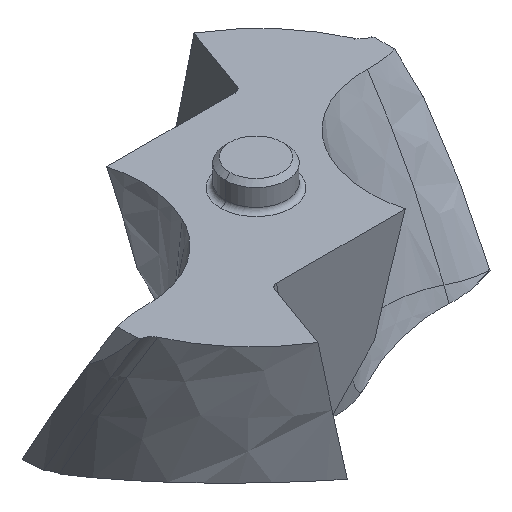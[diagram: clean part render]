
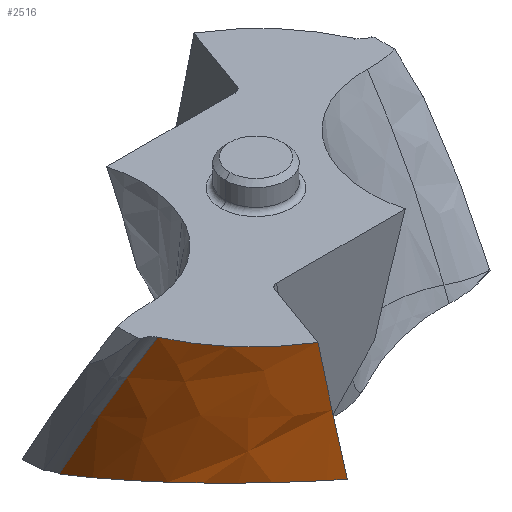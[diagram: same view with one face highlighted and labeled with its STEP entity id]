
A CAD part, isometric view. The second image highlights one B-rep face of the part: STEP entity #2516.
In plain terms, the highlighted free-form (B-spline) face has degree [3, 3] with [7, 5] control points.
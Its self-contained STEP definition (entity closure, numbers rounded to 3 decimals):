
#159=CARTESIAN_POINT('',(-3.316,-5.311,
0.));
#160=CARTESIAN_POINT('',(-3.753,-5.047,
0.));
#161=CARTESIAN_POINT('',(-4.732,-4.277,
0.));
#162=CARTESIAN_POINT('',(-5.445,-3.243,
0.));
#163=CARTESIAN_POINT('',(-5.746,-2.582,
0.));
#407=CARTESIAN_POINT('',(-6.301,0.,-4.829));
#408=CARTESIAN_POINT('',(-6.301,-0.167,
-4.764));
#409=CARTESIAN_POINT('',(-6.288,-0.503,
-4.639));
#410=CARTESIAN_POINT('',(-6.23,-1.,
-4.468));
#411=CARTESIAN_POINT('',(-6.121,-1.526,
-4.304));
#412=CARTESIAN_POINT('',(-5.971,-2.031,
-4.163));
#413=CARTESIAN_POINT('',(-5.763,-2.556,
-4.035));
#414=CARTESIAN_POINT('',(-5.5,-3.069,
-3.932));
#415=CARTESIAN_POINT('',(-5.201,-3.541,
-3.858));
#416=CARTESIAN_POINT('',(-4.865,-3.979,
-3.811));
#417=CARTESIAN_POINT('',(-4.496,-4.379,
-3.79));
#418=CARTESIAN_POINT('',(-4.111,-4.731,
-3.794));
#419=CARTESIAN_POINT('',(-3.686,-5.059,
-3.821));
#420=CARTESIAN_POINT('',(-3.219,-5.36,
-3.875));
#421=CARTESIAN_POINT('',(-2.871,-5.543,
-3.931));
#422=CARTESIAN_POINT('',(-2.688,-5.628,
-3.964));
#771=CARTESIAN_POINT('',(-6.301,0.027,
-4.833));
#789=CARTESIAN_POINT('',(-6.301,0.,-4.829));
#790=CARTESIAN_POINT('',(-6.301,0.003,
-4.83));
#791=CARTESIAN_POINT('',(-6.301,0.009,
-4.83));
#792=CARTESIAN_POINT('',(-6.301,0.018,
-4.832));
#793=CARTESIAN_POINT('',(-6.301,0.024,
-4.832));
#794=CARTESIAN_POINT('',(-6.301,0.027,
-4.833));
#796=CARTESIAN_POINT('',(-6.301,0.027,
-4.833));
#797=CARTESIAN_POINT('',(-6.309,-0.482,
-3.886));
#798=CARTESIAN_POINT('',(-6.206,-1.366,
-2.275));
#799=CARTESIAN_POINT('',(-5.904,-2.233,
-0.664));
#800=CARTESIAN_POINT('',(-5.746,-2.582,
0.));
#802=CARTESIAN_POINT('',(-3.316,-5.311,
0.));
#803=CARTESIAN_POINT('',(-3.286,-5.321,
-0.181));
#804=CARTESIAN_POINT('',(-3.227,-5.342,
-0.535));
#805=CARTESIAN_POINT('',(-3.144,-5.373,
-1.041));
#806=CARTESIAN_POINT('',(-3.064,-5.404,
-1.528));
#807=CARTESIAN_POINT('',(-2.992,-5.436,
-1.973));
#808=CARTESIAN_POINT('',(-2.912,-5.476,
-2.472));
#809=CARTESIAN_POINT('',(-2.83,-5.524,
-3.005));
#810=CARTESIAN_POINT('',(-2.756,-5.574,
-3.496));
#811=CARTESIAN_POINT('',(-2.71,-5.61,
-3.811));
#812=CARTESIAN_POINT('',(-2.688,-5.628,
-3.964));
#963=CARTESIAN_POINT('',(-3.316,-5.311,
0.));
#964=VERTEX_POINT('',#963);
#965=VERTEX_POINT('',#163);
#996=CARTESIAN_POINT('',(-6.301,0.,-4.829));
#997=VERTEX_POINT('',#996);
#998=VERTEX_POINT('',#422);
#1013=VERTEX_POINT('',#771);
#2472=CARTESIAN_POINT('',(-2.948,-5.563,
-4.881));
#2473=CARTESIAN_POINT('',(-2.57,-5.685,
-3.919));
#2474=CARTESIAN_POINT('',(-1.807,-5.912,
-2.276));
#2475=CARTESIAN_POINT('',(-0.835,-6.122,
-0.634));
#2476=CARTESIAN_POINT('',(-0.398,-6.199,
0.046));
#2477=CARTESIAN_POINT('',(-3.014,-5.528,
-4.881));
#2478=CARTESIAN_POINT('',(-2.639,-5.656,
-3.919));
#2479=CARTESIAN_POINT('',(-1.877,-5.894,
-2.276));
#2480=CARTESIAN_POINT('',(-0.908,-6.114,
-0.634));
#2481=CARTESIAN_POINT('',(-0.473,-6.196,
0.046));
#2482=CARTESIAN_POINT('',(-3.728,-5.135,
-4.881));
#2483=CARTESIAN_POINT('',(-3.369,-5.329,
-3.919));
#2484=CARTESIAN_POINT('',(-2.636,-5.682,
-2.276));
#2485=CARTESIAN_POINT('',(-1.695,-6.016,
-0.634));
#2486=CARTESIAN_POINT('',(-1.272,-6.145,
0.046));
#2487=CARTESIAN_POINT('',(-4.936,-4.12,
-4.881));
#2488=CARTESIAN_POINT('',(-4.634,-4.436,
-3.919));
#2489=CARTESIAN_POINT('',(-3.999,-4.994,
-2.276));
#2490=CARTESIAN_POINT('',(-3.156,-5.535,
-0.634));
#2491=CARTESIAN_POINT('',(-2.773,-5.749,
0.046));
#2492=CARTESIAN_POINT('',(-6.067,-2.146,
-4.881));
#2493=CARTESIAN_POINT('',(-5.903,-2.597,
-3.919));
#2494=CARTESIAN_POINT('',(-5.501,-3.386,
-2.276));
#2495=CARTESIAN_POINT('',(-4.892,-4.157,
-0.634));
#2496=CARTESIAN_POINT('',(-4.606,-4.466,
0.046));
#2497=CARTESIAN_POINT('',(-6.314,-0.641,
-4.881));
#2498=CARTESIAN_POINT('',(-6.267,-1.145,
-3.919));
#2499=CARTESIAN_POINT('',(-6.067,-2.023,
-2.276));
#2500=CARTESIAN_POINT('',(-5.66,-2.883,
-0.634));
#2501=CARTESIAN_POINT('',(-5.457,-3.229,
0.046));
#2502=CARTESIAN_POINT('',(-6.299,0.12,
-4.881));
#2503=CARTESIAN_POINT('',(-6.315,-0.398,
-3.919));
#2504=CARTESIAN_POINT('',(-6.222,-1.302,
-2.276));
#2505=CARTESIAN_POINT('',(-5.921,-2.189,
-0.634));
#2506=CARTESIAN_POINT('',(-5.763,-2.546,
0.046));
#2507=B_SPLINE_SURFACE_WITH_KNOTS('',3,3,((#2472,#2473,#2474,#2475,#2476),
(#2477,#2478,#2479,#2480,#2481),(#2482,#2483,#2484,#2485,#2486),(#2487,#2488,
#2489,#2490,#2491),(#2492,#2493,#2494,#2495,#2496),(#2497,#2498,#2499,#2500,
#2501),(#2502,#2503,#2504,#2505,#2506)),.UNSPECIFIED.,.F.,.F.,.F.,(4,1,1,1,4),
(4,1,4),(0.224,0.25,0.5,0.75,1.008),(
0.068,3.403,5.757),.UNSPECIFIED.);
#2508=ORIENTED_EDGE('',*,*,#1693,.F.);
#2509=ORIENTED_EDGE('',*,*,#1737,.T.);
#2510=ORIENTED_EDGE('',*,*,#2460,.T.);
#2511=ORIENTED_EDGE('',*,*,#1299,.F.);
#2513=ORIENTED_EDGE('',*,*,#2512,.T.);
#2514=EDGE_LOOP('',(#2508,#2509,#2510,#2511,#2513));
#2515=FACE_OUTER_BOUND('',#2514,.F.);
#164=B_SPLINE_CURVE_WITH_KNOTS('',3,(#159,#160,#161,#162,#163),.UNSPECIFIED.,
.F.,.F.,(4,1,4),(0.,0.412,1.),.UNSPECIFIED.);
#423=B_SPLINE_CURVE_WITH_KNOTS('',3,(#407,#408,#409,#410,#411,#412,#413,#414,
#415,#416,#417,#418,#419,#420,#421,#422),.UNSPECIFIED.,.F.,.F.,(4,1,1,1,1,1,1,1,
1,1,1,1,1,4),(0.,0.077,0.154,0.231,
0.308,0.385,0.462,0.538,
0.615,0.692,0.769,0.846,
0.923,1.),.UNSPECIFIED.);
#795=B_SPLINE_CURVE_WITH_KNOTS('',3,(#789,#790,#791,#792,#793,#794),
.UNSPECIFIED.,.F.,.F.,(4,1,1,4),(0.,0.333,0.667,1.),
.UNSPECIFIED.);
#801=B_SPLINE_CURVE_WITH_KNOTS('',3,(#796,#797,#798,#799,#800),.UNSPECIFIED.,
.F.,.F.,(4,1,4),(0.,0.588,1.),.UNSPECIFIED.);
#813=B_SPLINE_CURVE_WITH_KNOTS('',3,(#802,#803,#804,#805,#806,#807,#808,#809,
#810,#811,#812),.UNSPECIFIED.,.F.,.F.,(4,1,1,1,1,1,1,1,4),(0.,0.125,0.25,
0.375,0.5,0.625,0.75,0.875,1.),.UNSPECIFIED.);
#1299=EDGE_CURVE('',#964,#965,#164,.T.);
#1693=EDGE_CURVE('',#997,#998,#423,.T.);
#1737=EDGE_CURVE('',#997,#1013,#795,.T.);
#2460=EDGE_CURVE('',#1013,#965,#801,.T.);
#2512=EDGE_CURVE('',#964,#998,#813,.T.);
#2516=ADVANCED_FACE('',(#2515),#2507,.F.);
